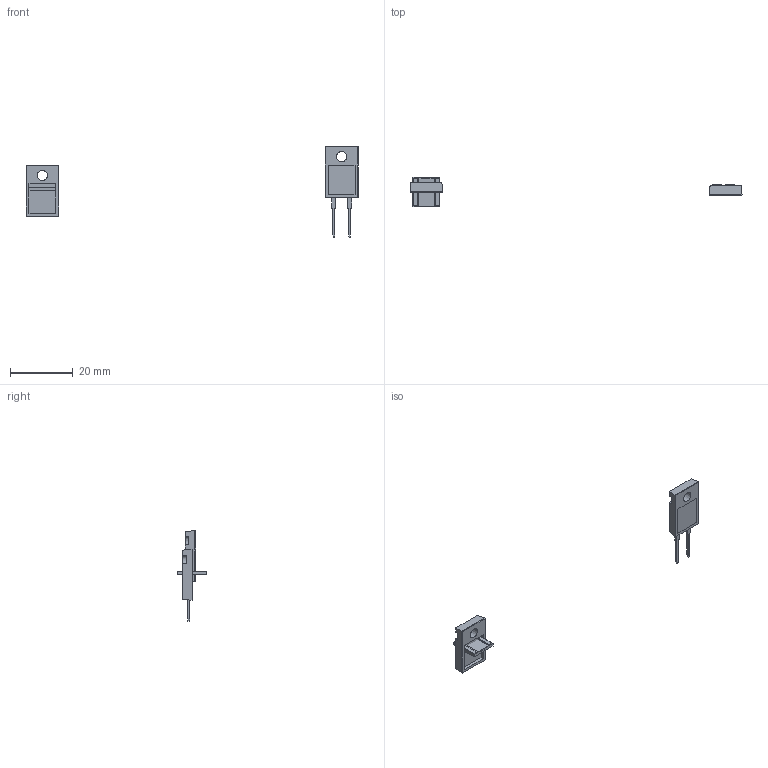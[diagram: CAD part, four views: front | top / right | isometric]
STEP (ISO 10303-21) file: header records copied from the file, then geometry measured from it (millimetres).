
FILE_DESCRIPTION( ( 'Unknown' ), '1' );
FILE_NAME( '523 395-13 LTO50 3D.stp', 'Unknown', ( 'Unknown' ), ( 'Unknown' ), 'PSStep 13.0', 'Unknown', ' ' );
FILE_SCHEMA( ( 'AUTOMOTIVE_DESIGN { 1 0 10303 214 1 1 1 1 }' ) );
Length unit declared in the file: millimetre
Products named in the file (5): Assem1; sorties LTO 30-oa0; ceramique LTO30-oa1; moulage LTO50
Bounding box: 105.65 x 9.4 x 28.86 mm (x, y, z)
Volume: 956.9 mm3; surface area: 1960.3 mm2
Topology: 8 solids, 8 shells, 324 faces, 838 edges, 556 vertices
Faces by surface type: plane 256, cylinder 48, extrusion 14, cone 6
Entity records: 6570 total; most frequent: CARTESIAN_POINT 1307, ORIENTED_EDGE 828, DIRECTION 745, EDGE_CURVE 414, VECTOR 309, LINE 302, VERTEX_POINT 278, AXIS2_PLACEMENT_3D 218
